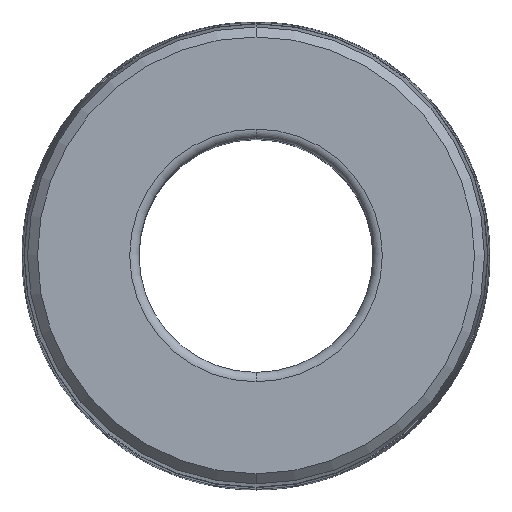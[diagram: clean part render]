
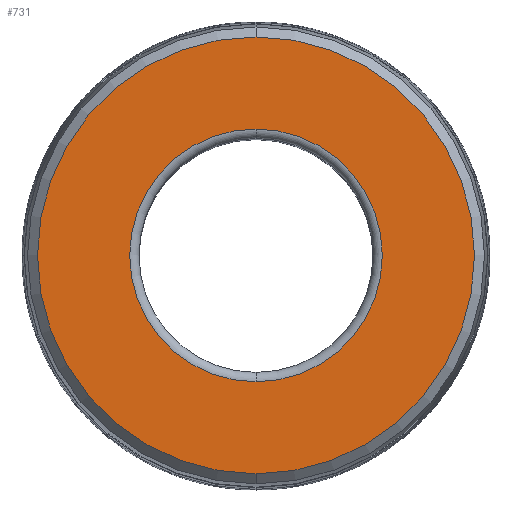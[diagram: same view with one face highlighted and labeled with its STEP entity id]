
A CAD part, top view. The second image highlights one B-rep face of the part: STEP entity #731.
In plain terms, the highlighted planar face has unit normal (0, 0, 1).
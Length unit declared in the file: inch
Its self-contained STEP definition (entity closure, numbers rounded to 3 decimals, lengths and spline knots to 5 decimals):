
#60 = EDGE_LOOP ( 'NONE', ( #153, #867 ) ) ;
#64 = DIRECTION ( 'NONE',  ( 0., 0., 1. ) ) ;
#109 = CARTESIAN_POINT ( 'NONE',  ( 0., 0.2334, 0.375 ) ) ;
#142 = CARTESIAN_POINT ( 'NONE',  ( 0., 0., 0.375 ) ) ;
#145 = AXIS2_PLACEMENT_3D ( 'NONE', #142, #687, #233 ) ;
#153 = ORIENTED_EDGE ( 'NONE', *, *, #490, .T. ) ;
#170 = EDGE_CURVE ( 'NONE', #226, #272, #1034, .T. ) ;
#179 = ORIENTED_EDGE ( 'NONE', *, *, #680, .T. ) ;
#226 = VERTEX_POINT ( 'NONE', #577 ) ;
#233 = DIRECTION ( 'NONE',  ( 0., -1., 0. ) ) ;
#238 = AXIS2_PLACEMENT_3D ( 'NONE', #579, #931, #440 ) ;
#272 = VERTEX_POINT ( 'NONE', #442 ) ;
#273 = EDGE_LOOP ( 'NONE', ( #331, #179 ) ) ;
#322 = VERTEX_POINT ( 'NONE', #951 ) ;
#331 = ORIENTED_EDGE ( 'NONE', *, *, #555, .T. ) ;
#347 = PLANE ( 'NONE',  #238 ) ;
#418 = VERTEX_POINT ( 'NONE', #109 ) ;
#428 = DIRECTION ( 'NONE',  ( 0., 0., 1. ) ) ;
#429 = DIRECTION ( 'NONE',  ( 0., 0., -1. ) ) ;
#440 = DIRECTION ( 'NONE',  ( 0., -1., 0. ) ) ;
#442 = CARTESIAN_POINT ( 'NONE',  ( 0., -0.135, 0.375 ) ) ;
#490 = EDGE_CURVE ( 'NONE', #272, #226, #1016, .T. ) ;
#555 = EDGE_CURVE ( 'NONE', #418, #322, #565, .T. ) ;
#565 = CIRCLE ( 'NONE', #629, 0.2334 ) ;
#574 = CARTESIAN_POINT ( 'NONE',  ( 0., 0., 0.375 ) ) ;
#577 = CARTESIAN_POINT ( 'NONE',  ( 0., 0.135, 0.375 ) ) ;
#579 = CARTESIAN_POINT ( 'NONE',  ( 0., 0., 0.375 ) ) ;
#590 = FACE_OUTER_BOUND ( 'NONE', #273, .T. ) ;
#629 = AXIS2_PLACEMENT_3D ( 'NONE', #913, #428, #1014 ) ;
#643 = DIRECTION ( 'NONE',  ( 0., -1., 0. ) ) ;
#680 = EDGE_CURVE ( 'NONE', #322, #418, #726, .T. ) ;
#687 = DIRECTION ( 'NONE',  ( 0., 0., -1. ) ) ;
#726 = CIRCLE ( 'NONE', #1061, 0.2334 ) ;
#731 = ADVANCED_FACE ( 'NONE', ( #917, #590 ), #347, .T. ) ;
#860 = AXIS2_PLACEMENT_3D ( 'NONE', #914, #429, #1015 ) ;
#867 = ORIENTED_EDGE ( 'NONE', *, *, #170, .T. ) ;
#913 = CARTESIAN_POINT ( 'NONE',  ( 0., 0., 0.375 ) ) ;
#914 = CARTESIAN_POINT ( 'NONE',  ( 0., 0., 0.375 ) ) ;
#917 = FACE_BOUND ( 'NONE', #60, .T. ) ;
#931 = DIRECTION ( 'NONE',  ( 0., 0., 1. ) ) ;
#951 = CARTESIAN_POINT ( 'NONE',  ( 0., -0.2334, 0.375 ) ) ;
#1014 = DIRECTION ( 'NONE',  ( 0., -1., 0. ) ) ;
#1015 = DIRECTION ( 'NONE',  ( 0., -1., 0. ) ) ;
#1016 = CIRCLE ( 'NONE', #145, 0.135 ) ;
#1034 = CIRCLE ( 'NONE', #860, 0.135 ) ;
#1061 = AXIS2_PLACEMENT_3D ( 'NONE', #574, #64, #643 ) ;
